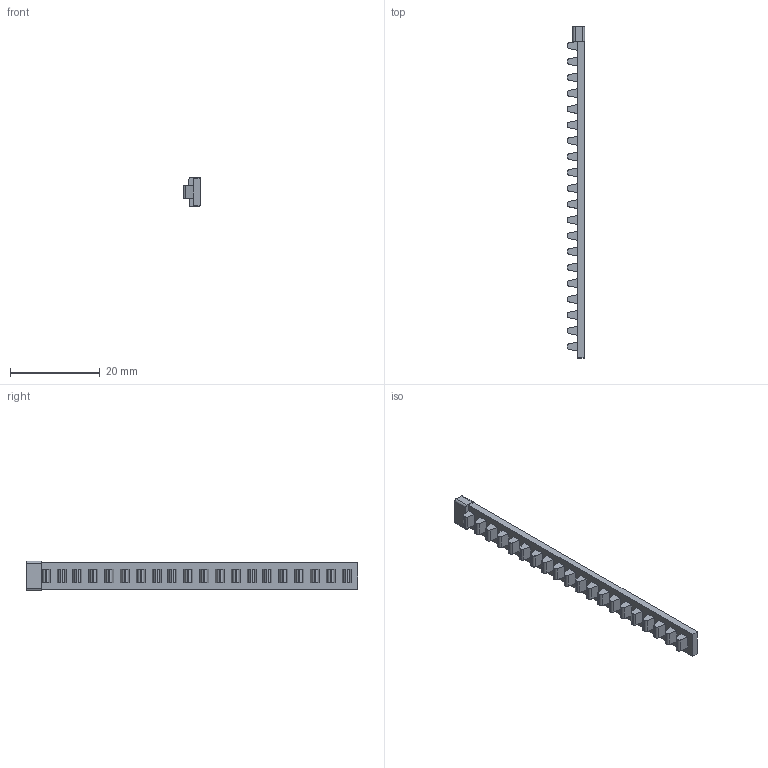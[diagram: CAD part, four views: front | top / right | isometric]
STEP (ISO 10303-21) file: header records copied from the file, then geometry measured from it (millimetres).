
FILE_DESCRIPTION(/* description */ (''),/* implementation_level */ '2;1');
FILE_NAME(/* name */ 'Rack.step',/* time_stamp */ '2024-03-18T10:24:07+01:00',/* author */ (''),/* organization */ (''),/* preprocessor_version */ 'ST-DEVELOPER v20',/* originating_system */ 'Autodesk Translation Framework v12.20.1.177',/* authorisation */ '');
FILE_SCHEMA (('AUTOMOTIVE_DESIGN { 1 0 10303 214 3 1 1 }'));
Length unit declared in the file: millimetre
Products named in the file (1): Rack
Bounding box: 3.9 x 74.09 x 6.61 mm (x, y, z)
Volume: 903.4 mm3; surface area: 1502.2 mm2
Topology: 1 solids, 1 shells, 155 faces, 397 edges, 264 vertices
Faces by surface type: plane 111, cylinder 44
Entity records: 4716 total; most frequent: CARTESIAN_POINT 817, DIRECTION 797, ORIENTED_EDGE 794, EDGE_CURVE 397, LINE 309, VECTOR 309, VERTEX_POINT 264, AXIS2_PLACEMENT_3D 244
